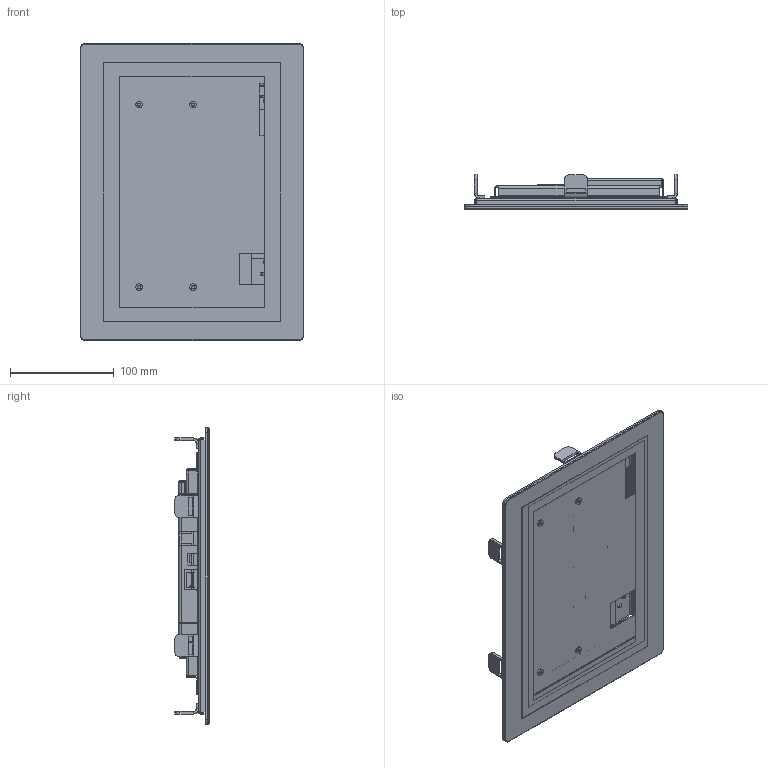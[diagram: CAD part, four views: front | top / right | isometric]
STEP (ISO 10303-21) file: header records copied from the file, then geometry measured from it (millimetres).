
FILE_DESCRIPTION(/* description */ (''),/* implementation_level */ '2;1');
FILE_NAME(/* name */ '0371100000002 Touch 10'' HDMI screen.stp',/* time_stamp */ '2025-02-11T12:30:53+01:00',/* author */ ('pc030'),/* organization */ (''),/* preprocessor_version */ 'ST-DEVELOPER v19.2',/* originating_system */ 'Autodesk Inventor 2024',/* authorisation */ '');
FILE_SCHEMA (('AUTOMOTIVE_DESIGN { 1 0 10303 214 3 1 1 }'));
Products named in the file (17): 0371100000002 Touch 10' HDMI screen; 237102030000 Adaptador centrador pantalla; 237102010000 pre marco; HDMI; 237102050000 soporte PCB TOUCH 10'; 237102060000 soporte PCB TOUCH 10' 2; 237004000000 Grapa 7'_MIR; 237004000000 Grapa 7'_MIR1; 237004000000 Grapa 7'_MIR_MIR; 237004000000 Grapa 7'; 237004000000 Grapa 7'_MIR2; 237101001000 Marco 10'; 237130001000 caratula touch 10; 237120000003 JUNTA GOMA TOUCH 10; Inserto roscado M3x0,5; AFY1280800A1_10_1INTH_C_HDMI MODELO HDMI screen; 237112000000 Trapa trasera TOUCH 10' HDMI screen
Assembly tree (34 placements, depth 2):
  0371100000002 Touch 10' HDMI screen
    237102030000 Adaptador centrador pantalla
    237102010000 pre marco
    HDMI
    Inserto roscado M3x0,5  x28
    237130001000 caratula touch 10
    237120000003 JUNTA GOMA TOUCH 10
    AFY1280800A1_10_1INTH_C_HDMI MODELO HDMI screen
  237102050000 soporte PCB TOUCH 10'
  237102060000 soporte PCB TOUCH 10' 2
  237004000000 Grapa 7'_MIR
  237004000000 Grapa 7'_MIR1
Bounding box: 215.8 x 33.2 x 286.1 mm (x, y, z)
Volume: 209686.7 mm3; surface area: 369395.6 mm2
Topology: 44 solids, 44 shells, 3106 faces, 8288 edges, 5294 vertices
Faces by surface type: plane 2092, cylinder 763, bspline 142, cone 93, sphere 10, torus 6
Full cylindrical faces by diameter (mm): 2.5 x48, 3 x28, 3.2 x24, 3.25 x4, 3.5 x50, 4.2 x28, 4.22 x28, 5 x2, 6.3 x28
Entity records: 97758 total; most frequent: CARTESIAN_POINT 22184, ORIENTED_EDGE 15958, DIRECTION 14837, EDGE_CURVE 7979, LINE 6151, VECTOR 6151, VERTEX_POINT 5092, AXIS2_PLACEMENT_3D 4343
